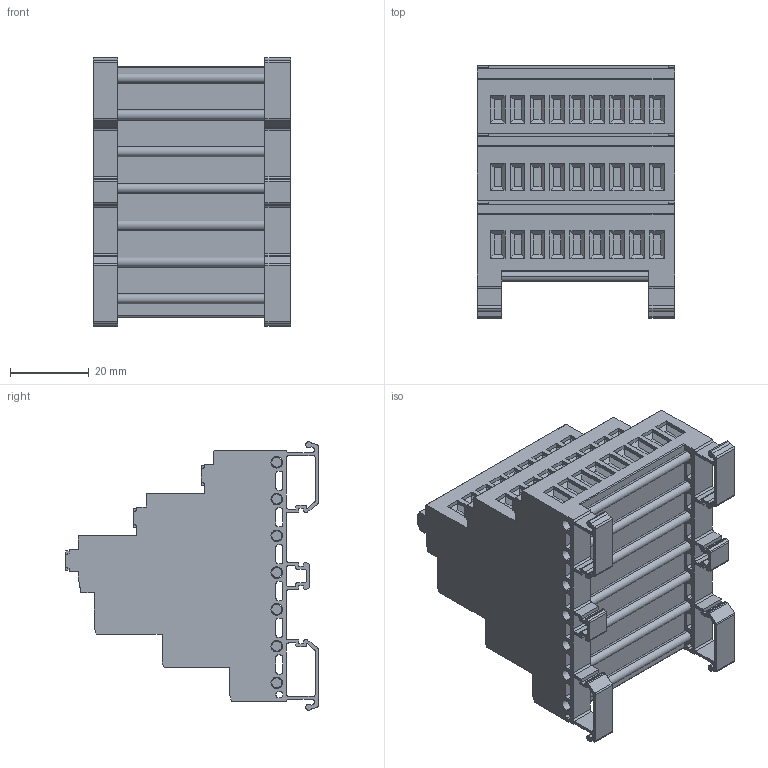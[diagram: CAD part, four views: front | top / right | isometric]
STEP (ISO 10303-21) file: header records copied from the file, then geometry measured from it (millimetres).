
FILE_DESCRIPTION (( 'STEP AP203' ), '1' );
FILE_NAME ('5,08 RTKSK - R 9 LU.STEP', '2023-04-13T13:37:39', ( '' ), ( '' ), 'SwSTEP 2.0', 'SolidWorks 2020', '' );
FILE_SCHEMA (( 'CONFIG_CONTROL_DESIGN' ));
Length unit declared in the file: millimetre
Products named in the file (1): 5,08 RTKSK - R 9 LU
Bounding box: 50.21 x 64.28 x 68.41 mm (x, y, z)
Volume: 99914.6 mm3; surface area: 28761.7 mm2
Topology: 1 solids, 1 shells, 1615 faces, 4535 edges, 2978 vertices
Faces by surface type: plane 1205, cylinder 410
Entity records: 51919 total; most frequent: CARTESIAN_POINT 9288, ORIENTED_EDGE 9070, DIRECTION 8674, EDGE_CURVE 4535, VECTOR 3522, LINE 3522, VERTEX_POINT 2978, AXIS2_PLACEMENT_3D 2576
